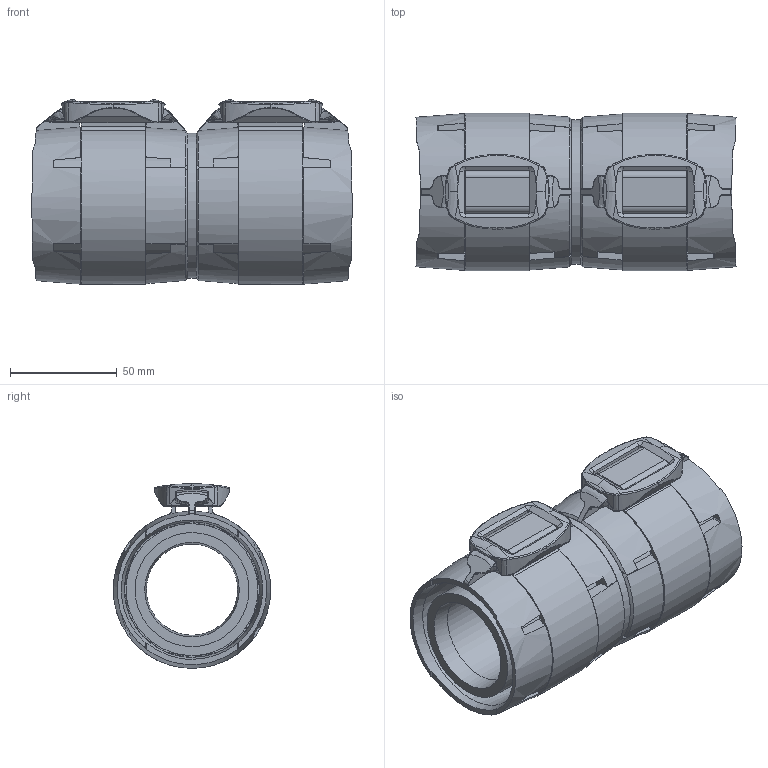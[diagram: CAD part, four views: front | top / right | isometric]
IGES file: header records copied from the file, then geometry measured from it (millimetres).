
Global section: file name: 620096; native system: Autodesk Inventor 2023; preprocessor: unknown; author: JANAN; date: 20250930.142255; units: millimetre
Bounding box: 150 x 73.8 x 86.57 mm (x, y, z)
Volume: 276510.9 mm3; surface area: 159070.7 mm2
Topology: 7 solids, 7 shells, 1040 faces, 2738 edges, 1710 vertices
Faces by surface type: bspline 1040
